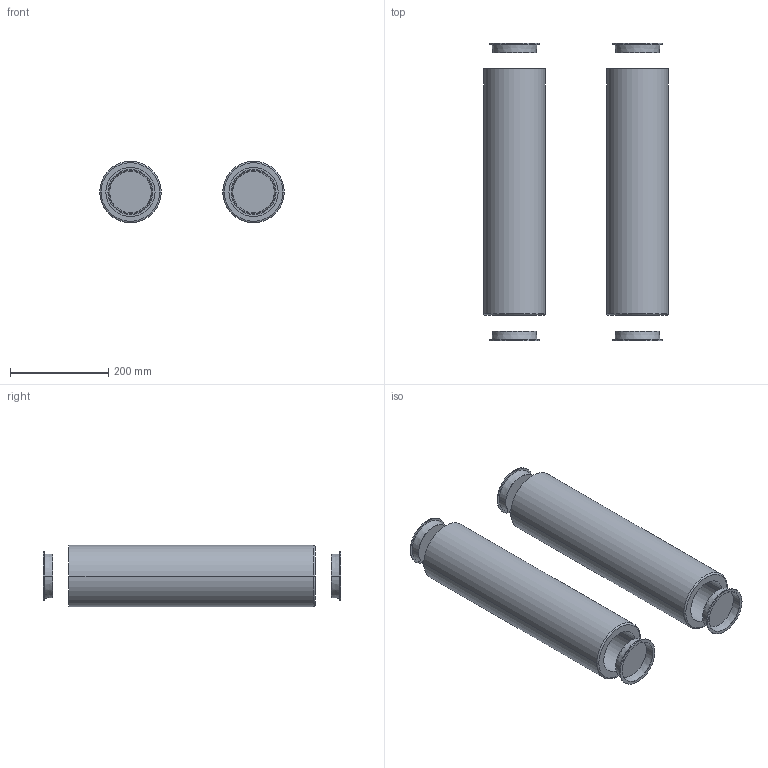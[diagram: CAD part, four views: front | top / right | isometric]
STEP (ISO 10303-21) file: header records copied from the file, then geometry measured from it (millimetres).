
FILE_DESCRIPTION(('Creo Elements/Direct Modeling STEP Export'),'2;1');
FILE_NAME('Dummy_geniovent.duo_A-SR.stp','2016-07-25T18:14:51',(''),(''),'PTC Creo Elements/Direct Modeling STEP processor for AP214 (Solid Model)','PTC Creo Elements/Direct Modeling 19.0C 15-Aug-2015 (C) Parametric Technology GmbH','');
FILE_SCHEMA(('AUTOMOTIVE_DESIGN { 1 0 10303 214 1 1 1 1 }'));
Length unit declared in the file: millimetre
Products named in the file (7): 031_EPP-Wanddurchführung_d125; 030_EPP-Wanddurchführung_d125; 042_Kegelstopfen_DN100; 043_Kegelstopfen_DN100; 041_Kegelstopfen_DN100; 040_Kegelstopfen_DN100; Dummy_geniovent.duo_A-SR
Assembly tree (6 placements, depth 2):
  Dummy_geniovent.duo_A-SR
    040_Kegelstopfen_DN100
    041_Kegelstopfen_DN100
    043_Kegelstopfen_DN100
    042_Kegelstopfen_DN100
    030_EPP-Wanddurchführung_d125
    031_EPP-Wanddurchführung_d125
Bounding box: 375 x 604 x 125 mm (x, y, z)
Volume: 5949868.5 mm3; surface area: 808893.3 mm2
Topology: 6 solids, 6 shells, 68 faces, 146 edges, 98 vertices
Faces by surface type: plane 32, cone 16, cylinder 16, torus 4
Entity records: 1907 total; most frequent: DIRECTION 302, ORIENTED_EDGE 292, CARTESIAN_POINT 283, EDGE_CURVE 146, AXIS2_PLACEMENT_3D 117, VERTEX_POINT 98, EDGE_LOOP 80, VECTOR 68
